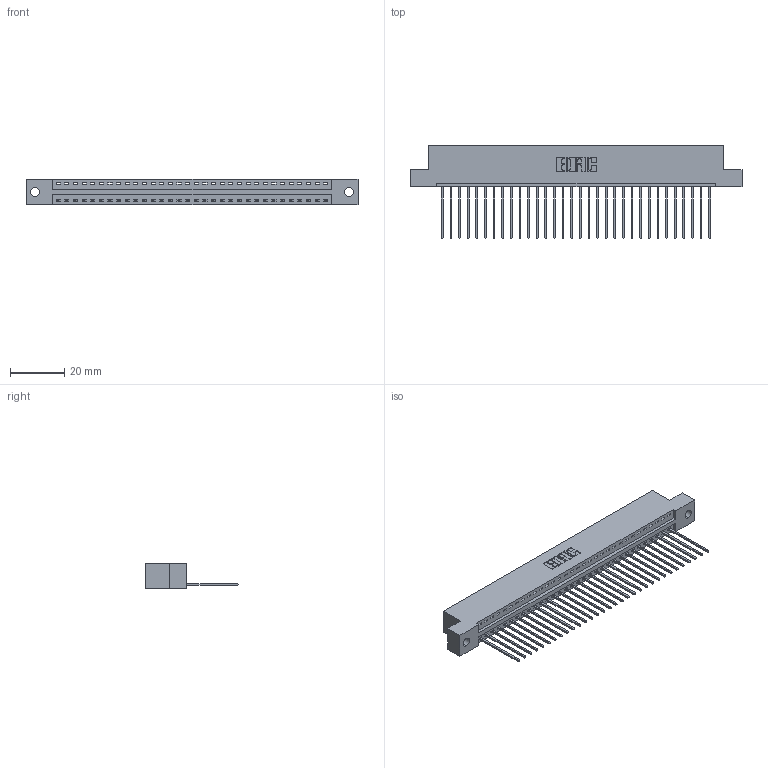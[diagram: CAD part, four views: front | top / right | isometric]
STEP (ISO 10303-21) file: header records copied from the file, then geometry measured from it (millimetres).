
FILE_DESCRIPTION (( 'STEP AP203' ), '1' );
FILE_NAME ('396-032-541-102.STEP', '2018-09-05T11:08:39', ( '' ), ( '' ), 'SwSTEP 2.0', 'SolidWorks 2016', '' );
FILE_SCHEMA (( 'CONFIG_CONTROL_DESIGN' ));
Length unit declared in the file: inch
Products named in the file (3): 346 Part_Flush Mounting Lugs - 0.128 Dia; 345-292-001_345-293-141; 396-032-541-102
Assembly tree (33 placements, depth 2):
  396-032-541-102
    346 Part_Flush Mounting Lugs - 0.128 Dia
    345-292-001_345-293-141  x32
Bounding box: 122.17 x 34.29 x 9.4 mm (x, y, z)
Volume: 11694.8 mm3; surface area: 14868.6 mm2
Topology: 33 solids, 33 shells, 1978 faces, 5961 edges, 3930 vertices
Faces by surface type: plane 1356, cylinder 622
Entity records: 21227 total; most frequent: CARTESIAN_POINT 3648, ORIENTED_EDGE 3614, DIRECTION 3231, EDGE_CURVE 1807, VECTOR 1547, LINE 1547, VERTEX_POINT 1202, AXIS2_PLACEMENT_3D 842
